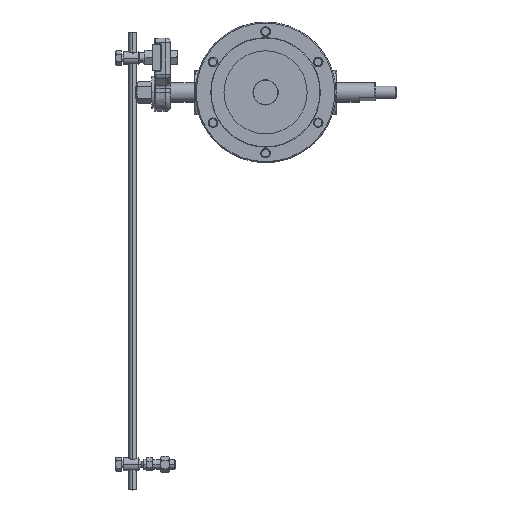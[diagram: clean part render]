
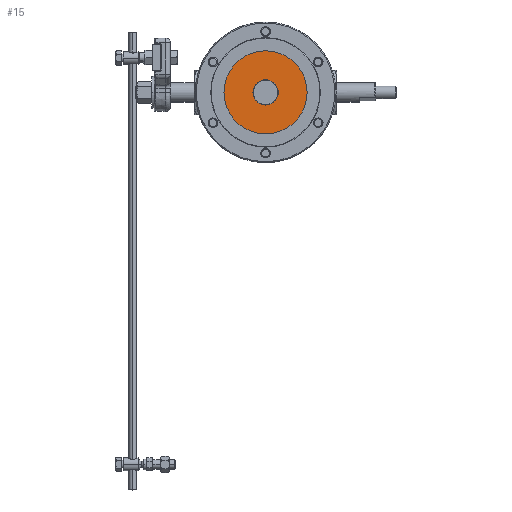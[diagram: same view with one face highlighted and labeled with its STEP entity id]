
A CAD part, top view. The second image highlights one B-rep face of the part: STEP entity #15.
In plain terms, the highlighted planar face has unit normal (0, 0, 1).
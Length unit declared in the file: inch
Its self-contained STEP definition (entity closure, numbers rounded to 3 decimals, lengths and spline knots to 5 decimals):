
#15 = ADVANCED_FACE ( 'NONE', ( #12723, #38472 ), #30077, .F. ) ;
#1521 = DIRECTION ( 'NONE',  ( 0., 0., 1. ) ) ;
#3659 = EDGE_CURVE ( 'NONE', #7146, #26077, #47396, .T. ) ;
#5871 = AXIS2_PLACEMENT_3D ( 'NONE', #19171, #16128, #19796 ) ;
#5996 = DIRECTION ( 'NONE',  ( 0., 0., 1. ) ) ;
#6899 = ORIENTED_EDGE ( 'NONE', *, *, #3659, .F. ) ;
#7146 = VERTEX_POINT ( 'NONE', #18709 ) ;
#7483 = ORIENTED_EDGE ( 'NONE', *, *, #47011, .F. ) ;
#9702 = DIRECTION ( 'NONE',  ( 0., 1., 0. ) ) ;
#11217 = AXIS2_PLACEMENT_3D ( 'NONE', #37729, #1521, #11803 ) ;
#11803 = DIRECTION ( 'NONE',  ( 0., 1., 0. ) ) ;
#11847 = AXIS2_PLACEMENT_3D ( 'NONE', #34989, #5996, #9702 ) ;
#11968 = CARTESIAN_POINT ( 'NONE',  ( -0.49393, 0., 0.0935 ) ) ;
#12723 = FACE_BOUND ( 'NONE', #26916, .T. ) ;
#14741 = EDGE_CURVE ( 'NONE', #26077, #7146, #47099, .T. ) ;
#15455 = ORIENTED_EDGE ( 'NONE', *, *, #14741, .F. ) ;
#15471 = CARTESIAN_POINT ( 'NONE',  ( 0., 1.625, 0.0935 ) ) ;
#16128 = DIRECTION ( 'NONE',  ( 0., 0., -1. ) ) ;
#18709 = CARTESIAN_POINT ( 'NONE',  ( 0.49493, 0., 0.0935 ) ) ;
#19171 = CARTESIAN_POINT ( 'NONE',  ( 0., 0., 0.0935 ) ) ;
#19705 = EDGE_LOOP ( 'NONE', ( #22879, #7483 ) ) ;
#19796 = DIRECTION ( 'NONE',  ( 0., 1., 0. ) ) ;
#19974 = VERTEX_POINT ( 'NONE', #43421 ) ;
#20892 = CIRCLE ( 'NONE', #25167, 1.625 ) ;
#21106 = AXIS2_PLACEMENT_3D ( 'NONE', #27414, #26944, #45459 ) ;
#22830 = DIRECTION ( 'NONE',  ( 0., 1., 0. ) ) ;
#22879 = ORIENTED_EDGE ( 'NONE', *, *, #27711, .F. ) ;
#25167 = AXIS2_PLACEMENT_3D ( 'NONE', #34035, #37576, #22830 ) ;
#26077 = VERTEX_POINT ( 'NONE', #11968 ) ;
#26916 = EDGE_LOOP ( 'NONE', ( #15455, #6899 ) ) ;
#26944 = DIRECTION ( 'NONE',  ( 0., 0., -1. ) ) ;
#27414 = CARTESIAN_POINT ( 'NONE',  ( 0., 0., 0.0935 ) ) ;
#27711 = EDGE_CURVE ( 'NONE', #19974, #45710, #20892, .T. ) ;
#28914 = CIRCLE ( 'NONE', #21106, 1.625 ) ;
#30077 = PLANE ( 'NONE',  #5871 ) ;
#34035 = CARTESIAN_POINT ( 'NONE',  ( 0., 0., 0.0935 ) ) ;
#34989 = CARTESIAN_POINT ( 'NONE',  ( 0.0005, 0., 0.0935 ) ) ;
#37576 = DIRECTION ( 'NONE',  ( 0., 0., -1. ) ) ;
#37729 = CARTESIAN_POINT ( 'NONE',  ( 0.0005, 0., 0.0935 ) ) ;
#38472 = FACE_OUTER_BOUND ( 'NONE', #19705, .T. ) ;
#43421 = CARTESIAN_POINT ( 'NONE',  ( 0., -1.625, 0.0935 ) ) ;
#45459 = DIRECTION ( 'NONE',  ( 0., 1., 0. ) ) ;
#45710 = VERTEX_POINT ( 'NONE', #15471 ) ;
#47011 = EDGE_CURVE ( 'NONE', #45710, #19974, #28914, .T. ) ;
#47099 = CIRCLE ( 'NONE', #11847, 0.49443 ) ;
#47396 = CIRCLE ( 'NONE', #11217, 0.49443 ) ;
